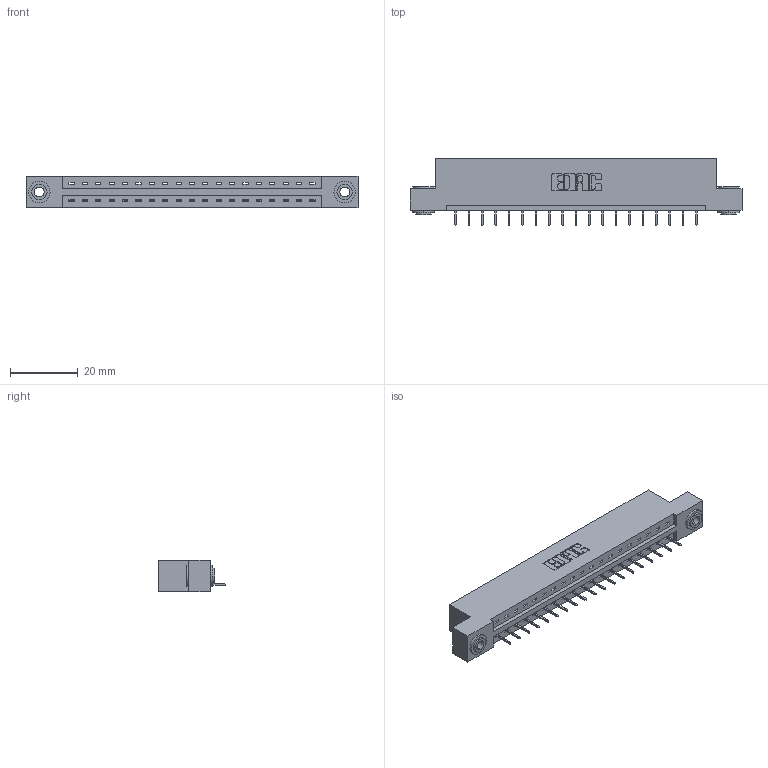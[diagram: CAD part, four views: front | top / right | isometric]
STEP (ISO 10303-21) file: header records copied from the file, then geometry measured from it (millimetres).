
FILE_DESCRIPTION (( 'STEP AP203' ), '1' );
FILE_NAME ('337-019-524-103.STEP', '2019-09-28T21:20:03', ( '' ), ( '' ), 'SwSTEP 2.0', 'SolidWorks 2016', '' );
FILE_SCHEMA (( 'CONFIG_CONTROL_DESIGN' ));
Length unit declared in the file: inch
Products named in the file (4): 337-019-524-103; 337 Part_Flush Mounting Lugs - 0.156 Dia-TH; 345-250-002_345-250-002-102; 345-292-001_345-293-124
Assembly tree (22 placements, depth 2):
  337-019-524-103
    337 Part_Flush Mounting Lugs - 0.156 Dia-TH
    345-292-001_345-293-124  x19
    345-250-002_345-250-002-102  x2
Bounding box: 98.3 x 19.69 x 9.4 mm (x, y, z)
Volume: 9872.9 mm3; surface area: 10043.3 mm2
Topology: 22 solids, 22 shells, 1406 faces, 4035 edges, 2610 vertices
Faces by surface type: plane 1068, cylinder 330, cone 8
Entity records: 17822 total; most frequent: CARTESIAN_POINT 3078, ORIENTED_EDGE 3026, DIRECTION 2673, EDGE_CURVE 1513, LINE 1365, VECTOR 1365, VERTEX_POINT 1002, AXIS2_PLACEMENT_3D 654
